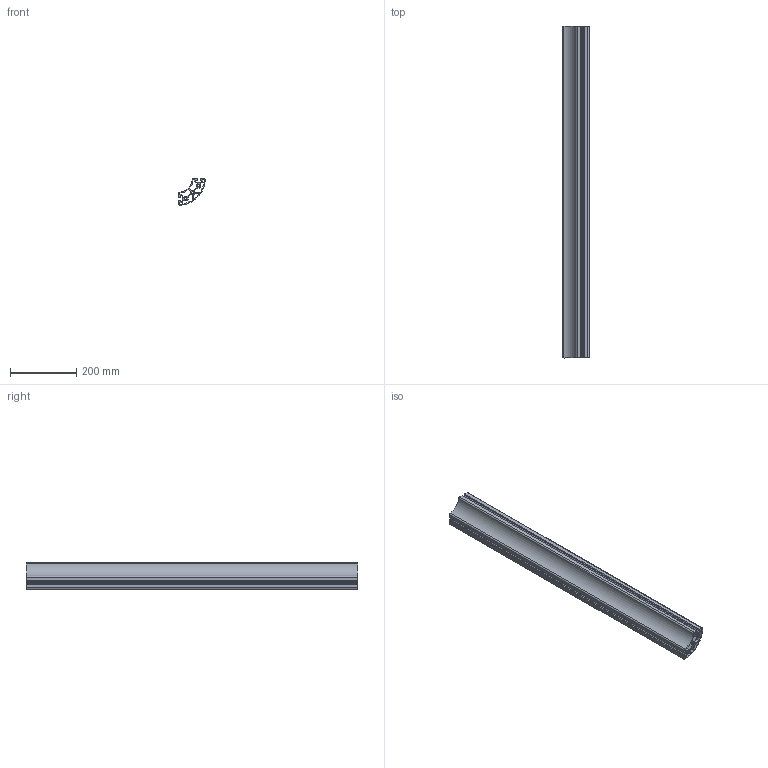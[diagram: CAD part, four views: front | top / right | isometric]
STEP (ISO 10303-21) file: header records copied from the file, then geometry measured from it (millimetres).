
FILE_DESCRIPTION(/* description */ (''),/* implementation_level */ '2;1');
FILE_NAME(/* name */ '10075_KriTec_Profil_8_R40_80-90°.stp',/* time_stamp */ '2014-08-25T08:45:42+02:00',/* author */ ('kostic'),/* organization */ (''),/* preprocessor_version */ 'ST-DEVELOPER v15.2',/* originating_system */ 'Autodesk Inventor 2014',/* authorisation */ '');
FILE_SCHEMA (('AUTOMOTIVE_DESIGN { 1 0 10303 214 3 1 1 }'));
Length unit declared in the file: millimetre
Products named in the file (1): 10075_KriTec_Profil_8_R40_80-90°
Bounding box: 80 x 1000 x 80 mm (x, y, z)
Volume: 1476254.1 mm3; surface area: 906168.4 mm2
Topology: 1 solids, 1 shells, 149 faces, 441 edges, 294 vertices
Faces by surface type: cylinder 101, plane 48
Full cylindrical faces by diameter (mm): 6.8 x3
Entity records: 5123 total; most frequent: DIRECTION 940, CARTESIAN_POINT 882, ORIENTED_EDGE 876, EDGE_CURVE 438, AXIS2_PLACEMENT_3D 352, VERTEX_POINT 294, LINE 236, VECTOR 236
